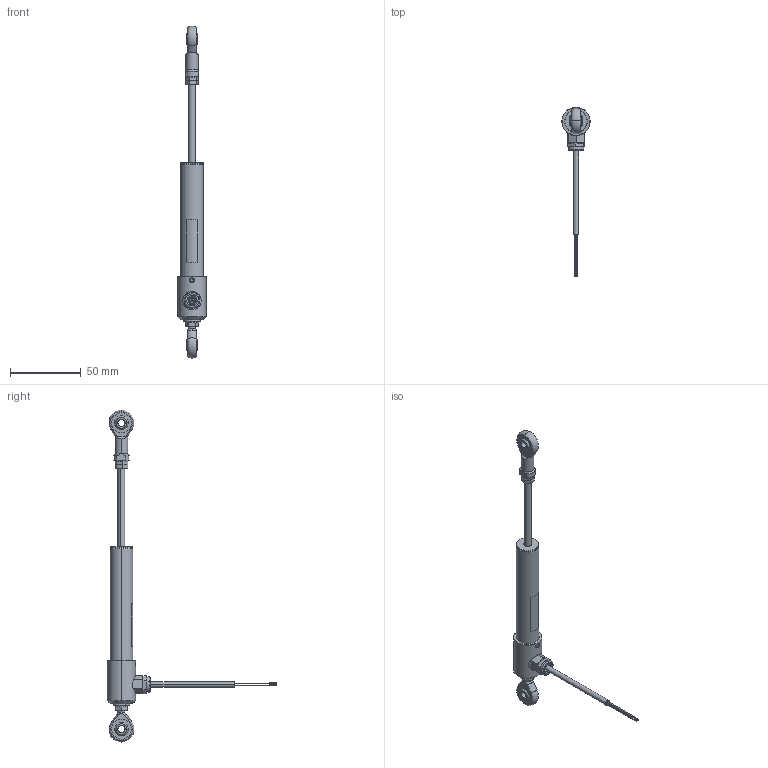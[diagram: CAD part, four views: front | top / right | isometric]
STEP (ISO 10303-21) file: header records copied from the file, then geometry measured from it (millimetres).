
FILE_DESCRIPTION (( 'STEP AP214' ), '1' );
FILE_NAME ('TX2_0050_716_cable_extended.STEP', '2011-01-21T12:14:23', ( 'novotechnik' ), ( 'novotechnik' ), 'SwSTEP 2.0', 'SolidWorks 2010', '' );
FILE_SCHEMA (( 'AUTOMOTIVE_DESIGN' ));
Length unit declared in the file: millimetre
Products named in the file (1): TX2_0050_716_cable_extended
Bounding box: 20 x 119.6 x 234.27 mm (x, y, z)
Surface area: 14972.7 mm2 (no closed solid volume)
Topology: 0 solids, 22 shells, 229 faces, 570 edges, 367 vertices
Faces by surface type: plane 79, cylinder 62, cone 56, torus 22, bspline 6, sphere 4
Entity records: 9768 total; most frequent: CARTESIAN_POINT 1960, DIRECTION 1135, ORIENTED_EDGE 1007, EDGE_CURVE 560, AXIS2_PLACEMENT_3D 476, VERTEX_POINT 361, EDGE_LOOP 261, CIRCLE 252
